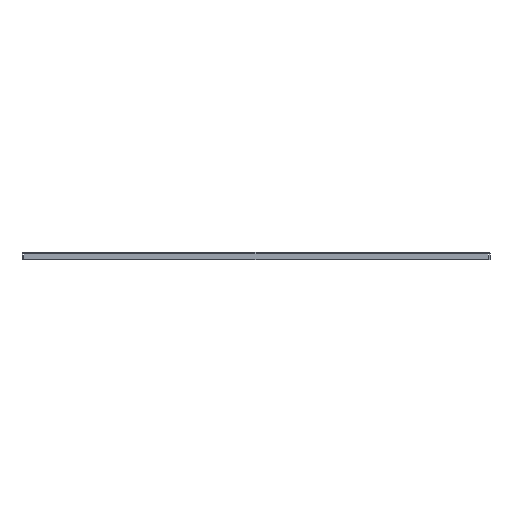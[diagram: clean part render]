
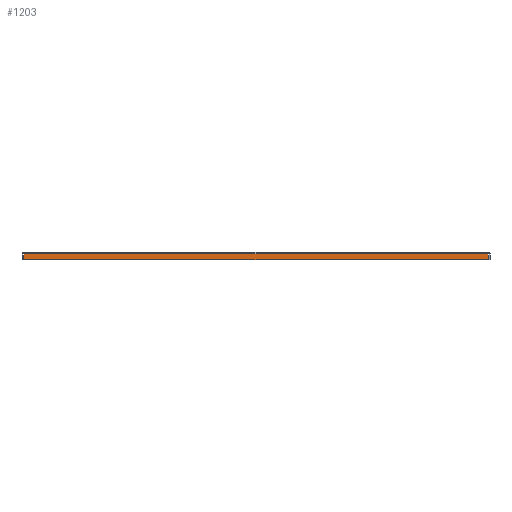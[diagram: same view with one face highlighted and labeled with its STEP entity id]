
A CAD part, left-side view. The second image highlights one B-rep face of the part: STEP entity #1203.
In plain terms, the highlighted planar face has unit normal (-1, 0, 0).
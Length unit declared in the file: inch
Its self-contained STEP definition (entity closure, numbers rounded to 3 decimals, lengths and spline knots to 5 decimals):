
#37 = ORIENTED_EDGE ( 'NONE', *, *, #1276, .T. ) ;
#231 = VERTEX_POINT ( 'NONE', #1032 ) ;
#487 = VECTOR ( 'NONE', #4023, 39.37008 ) ;
#631 = LINE ( 'NONE', #1064, #1724 ) ;
#838 = AXIS2_PLACEMENT_3D ( 'NONE', #2016, #2414, #1076 ) ;
#1032 = CARTESIAN_POINT ( 'NONE',  ( 0., 31.87367, -0.426 ) ) ;
#1064 = CARTESIAN_POINT ( 'NONE',  ( 0., 0.12633, -0.17833 ) ) ;
#1076 = DIRECTION ( 'NONE',  ( 0., -1., 0. ) ) ;
#1164 = PLANE ( 'NONE',  #838 ) ;
#1203 = ADVANCED_FACE ( 'NONE', ( #2077 ), #1164, .T. ) ;
#1220 = EDGE_CURVE ( 'NONE', #231, #4088, #4596, .T. ) ;
#1276 = EDGE_CURVE ( 'NONE', #4088, #4021, #631, .T. ) ;
#1583 = CARTESIAN_POINT ( 'NONE',  ( 0., 0.12633, -0.03125 ) ) ;
#1684 = LINE ( 'NONE', #4507, #487 ) ;
#1724 = VECTOR ( 'NONE', #4739, 39.37008 ) ;
#2016 = CARTESIAN_POINT ( 'NONE',  ( 0., 16., -0.17833 ) ) ;
#2077 = FACE_OUTER_BOUND ( 'NONE', #2392, .T. ) ;
#2081 = ORIENTED_EDGE ( 'NONE', *, *, #4227, .T. ) ;
#2392 = EDGE_LOOP ( 'NONE', ( #5498, #37, #4790, #2081 ) ) ;
#2414 = DIRECTION ( 'NONE',  ( -1., 0., 0. ) ) ;
#2784 = VECTOR ( 'NONE', #5974, 39.37008 ) ;
#2888 = VECTOR ( 'NONE', #5145, 39.37008 ) ;
#3712 = CARTESIAN_POINT ( 'NONE',  ( 0., 16., -0.426 ) ) ;
#4021 = VERTEX_POINT ( 'NONE', #1583 ) ;
#4023 = DIRECTION ( 'NONE',  ( 0., 0., -1. ) ) ;
#4088 = VERTEX_POINT ( 'NONE', #5603 ) ;
#4116 = CARTESIAN_POINT ( 'NONE',  ( 0., 16., -0.03125 ) ) ;
#4227 = EDGE_CURVE ( 'NONE', #4395, #231, #1684, .T. ) ;
#4395 = VERTEX_POINT ( 'NONE', #5568 ) ;
#4507 = CARTESIAN_POINT ( 'NONE',  ( 0., 31.87367, -0.17833 ) ) ;
#4578 = LINE ( 'NONE', #4116, #2784 ) ;
#4596 = LINE ( 'NONE', #3712, #2888 ) ;
#4739 = DIRECTION ( 'NONE',  ( 0., 0., 1. ) ) ;
#4790 = ORIENTED_EDGE ( 'NONE', *, *, #5030, .F. ) ;
#5030 = EDGE_CURVE ( 'NONE', #4395, #4021, #4578, .T. ) ;
#5145 = DIRECTION ( 'NONE',  ( 0., -1., 0. ) ) ;
#5498 = ORIENTED_EDGE ( 'NONE', *, *, #1220, .T. ) ;
#5568 = CARTESIAN_POINT ( 'NONE',  ( 0., 31.87367, -0.03125 ) ) ;
#5603 = CARTESIAN_POINT ( 'NONE',  ( 0., 0.12633, -0.426 ) ) ;
#5974 = DIRECTION ( 'NONE',  ( 0., -1., 0. ) ) ;
